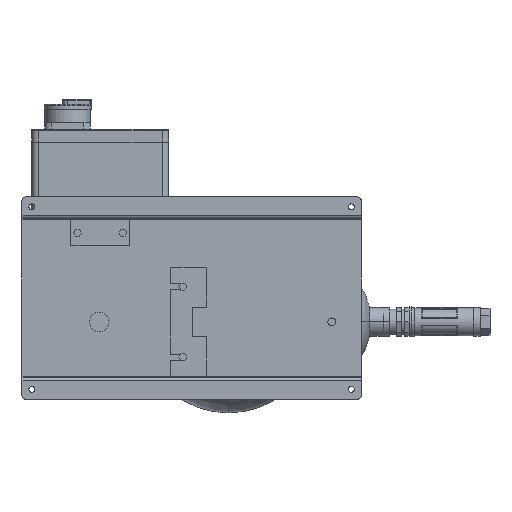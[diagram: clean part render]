
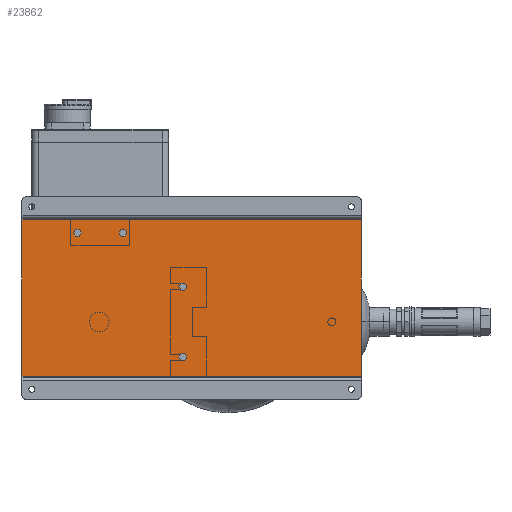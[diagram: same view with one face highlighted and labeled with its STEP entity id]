
A CAD part, front view. The second image highlights one B-rep face of the part: STEP entity #23862.
In plain terms, the highlighted planar face has unit normal (0, -1, 0).
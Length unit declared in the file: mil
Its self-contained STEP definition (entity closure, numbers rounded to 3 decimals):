
#194 = ORIENTED_EDGE ( 'NONE', *, *, #2204, .T. ) ;
#2204 = EDGE_CURVE ( 'NONE', #17889, #26841, #3416, .T. ) ;
#3076 = ORIENTED_EDGE ( 'NONE', *, *, #11623, .F. ) ;
#3416 = LINE ( 'NONE', #15211, #20136 ) ;
#4229 = VECTOR ( 'NONE', #8181, 39370.079 ) ;
#4556 = DIRECTION ( 'NONE',  ( 0., 0., -1. ) ) ;
#4932 = CARTESIAN_POINT ( 'NONE',  ( -10236.22, 2047.244, 4724.409 ) ) ;
#6306 = LINE ( 'NONE', #30868, #7592 ) ;
#7478 = CARTESIAN_POINT ( 'NONE',  ( -10236.22, 2047.244, -4724.409 ) ) ;
#7592 = VECTOR ( 'NONE', #16283, 39370.079 ) ;
#8181 = DIRECTION ( 'NONE',  ( 0., 0., -1. ) ) ;
#10201 = DIRECTION ( 'NONE',  ( 1., 0., 0. ) ) ;
#10404 = VECTOR ( 'NONE', #4556, 39370.079 ) ;
#11623 = EDGE_CURVE ( 'NONE', #23580, #22650, #6306, .T. ) ;
#12114 = EDGE_LOOP ( 'NONE', ( #16401, #3076, #23536, #194 ) ) ;
#14062 = EDGE_CURVE ( 'NONE', #26841, #22650, #19469, .T. ) ;
#14529 = CARTESIAN_POINT ( 'NONE',  ( -10236.22, 2047.244, -4724.409 ) ) ;
#15211 = CARTESIAN_POINT ( 'NONE',  ( 10236.22, 2047.244, 4724.409 ) ) ;
#15978 = EDGE_CURVE ( 'NONE', #17889, #23580, #20063, .T. ) ;
#16283 = DIRECTION ( 'NONE',  ( -1., 0., 0. ) ) ;
#16401 = ORIENTED_EDGE ( 'NONE', *, *, #14062, .T. ) ;
#17318 = CARTESIAN_POINT ( 'NONE',  ( 10236.22, 2047.244, 4724.409 ) ) ;
#17889 = VERTEX_POINT ( 'NONE', #17318 ) ;
#18001 = DIRECTION ( 'NONE',  ( -1., 0., 0. ) ) ;
#18200 = CARTESIAN_POINT ( 'NONE',  ( 10236.22, 2047.244, 4724.409 ) ) ;
#19469 = LINE ( 'NONE', #7478, #10404 ) ;
#20063 = LINE ( 'NONE', #18200, #4229 ) ;
#20136 = VECTOR ( 'NONE', #18001, 39370.079 ) ;
#20713 = CARTESIAN_POINT ( 'NONE',  ( 10236.22, 2047.244, -4724.409 ) ) ;
#21243 = CARTESIAN_POINT ( 'NONE',  ( 10236.22, 2047.244, -4724.409 ) ) ;
#22542 = PLANE ( 'NONE',  #22996 ) ;
#22650 = VERTEX_POINT ( 'NONE', #14529 ) ;
#22996 = AXIS2_PLACEMENT_3D ( 'NONE', #20713, #30690, #10201 ) ;
#23536 = ORIENTED_EDGE ( 'NONE', *, *, #15978, .F. ) ;
#23580 = VERTEX_POINT ( 'NONE', #21243 ) ;
#23862 = ADVANCED_FACE ( 'NONE', ( #27907 ), #22542, .F. ) ;
#26841 = VERTEX_POINT ( 'NONE', #4932 ) ;
#27907 = FACE_OUTER_BOUND ( 'NONE', #12114, .T. ) ;
#30690 = DIRECTION ( 'NONE',  ( 0., 1., 0. ) ) ;
#30868 = CARTESIAN_POINT ( 'NONE',  ( 10236.22, 2047.244, -4724.409 ) ) ;
